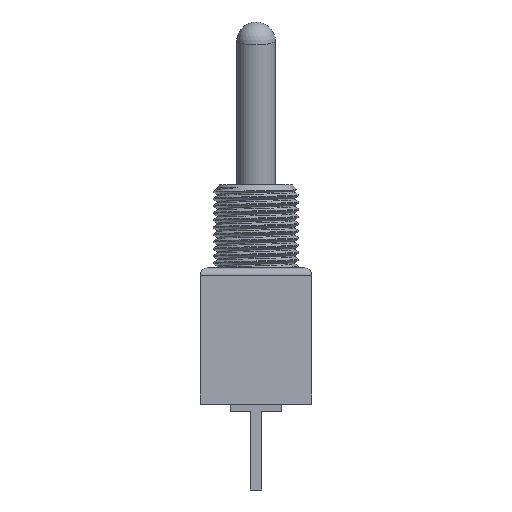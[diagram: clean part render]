
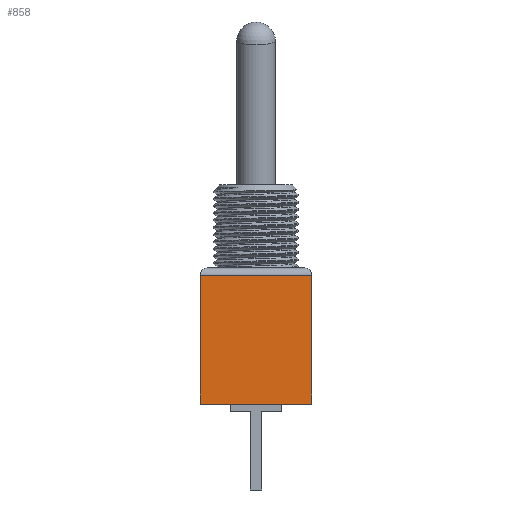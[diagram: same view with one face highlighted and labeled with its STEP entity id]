
A CAD part, front view. The second image highlights one B-rep face of the part: STEP entity #858.
In plain terms, the highlighted planar face has unit normal (0, -1, 0).
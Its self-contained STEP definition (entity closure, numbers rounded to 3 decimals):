
#216 = VERTEX_POINT('',#217);
#217 = CARTESIAN_POINT('',(3.9,-6.5,0.5));
#223 = EDGE_CURVE('',#224,#216,#226,.T.);
#224 = VERTEX_POINT('',#225);
#225 = CARTESIAN_POINT('',(-3.9,-6.5,0.5));
#226 = LINE('',#227,#228);
#227 = CARTESIAN_POINT('',(0.,-6.5,0.5));
#228 = VECTOR('',#229,1.);
#229 = DIRECTION('',(1.,0.,0.));
#838 = EDGE_CURVE('',#224,#839,#841,.T.);
#839 = VERTEX_POINT('',#840);
#840 = CARTESIAN_POINT('',(-3.9,-6.5,9.5));
#841 = LINE('',#842,#843);
#842 = CARTESIAN_POINT('',(-3.9,-6.5,0.5));
#843 = VECTOR('',#844,1.);
#844 = DIRECTION('',(0.,0.,1.));
#858 = ADVANCED_FACE('',(#859),#877,.T.);
#859 = FACE_BOUND('',#860,.T.);
#860 = EDGE_LOOP('',(#861,#869,#875,#876));
#861 = ORIENTED_EDGE('',*,*,#862,.T.);
#862 = EDGE_CURVE('',#216,#863,#865,.T.);
#863 = VERTEX_POINT('',#864);
#864 = CARTESIAN_POINT('',(3.9,-6.5,9.5));
#865 = LINE('',#866,#867);
#866 = CARTESIAN_POINT('',(3.9,-6.5,0.5));
#867 = VECTOR('',#868,1.);
#868 = DIRECTION('',(0.,0.,1.));
#869 = ORIENTED_EDGE('',*,*,#870,.T.);
#870 = EDGE_CURVE('',#863,#839,#871,.T.);
#871 = LINE('',#872,#873);
#872 = CARTESIAN_POINT('',(0.,-6.5,9.5));
#873 = VECTOR('',#874,1.);
#874 = DIRECTION('',(-1.,0.,0.));
#875 = ORIENTED_EDGE('',*,*,#838,.F.);
#876 = ORIENTED_EDGE('',*,*,#223,.T.);
#877 = PLANE('',#878);
#878 = AXIS2_PLACEMENT_3D('',#879,#880,#881);
#879 = CARTESIAN_POINT('',(0.,-6.5,5.));
#880 = DIRECTION('',(0.,-1.,0.));
#881 = DIRECTION('',(-1.,0.,0.));
